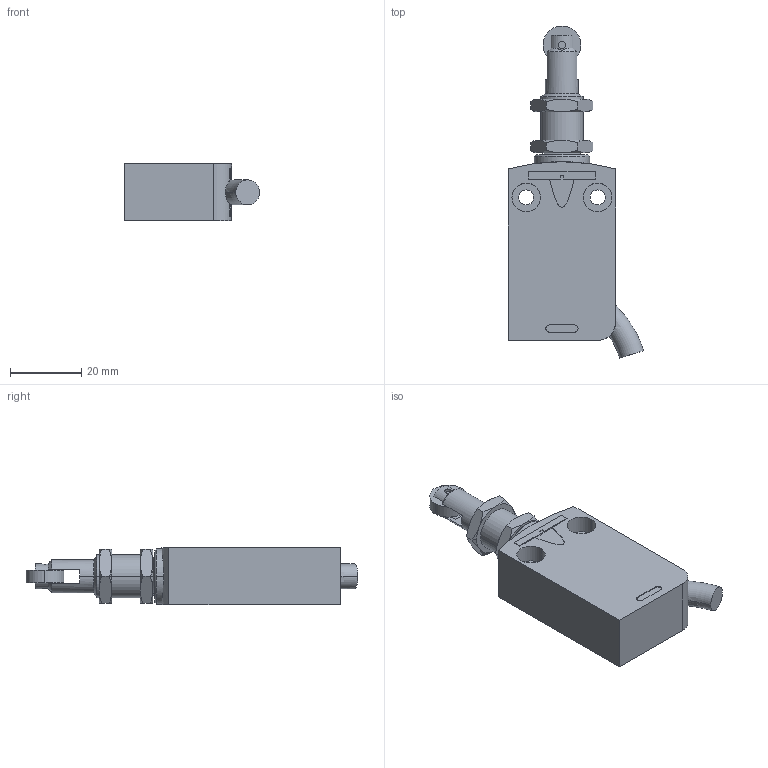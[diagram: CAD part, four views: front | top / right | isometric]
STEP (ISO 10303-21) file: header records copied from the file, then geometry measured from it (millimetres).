
FILE_DESCRIPTION(('STEP AP242'),'1');
FILE_NAME('switch_xcmd21f2l1.stp','2019-11-22T08:14:31',('TraceParts'),('TraceParts S.A.'),'Spatial InterOp 3D',' ',' ');
FILE_SCHEMA(('AP242_MANAGED_MODEL_BASED_3D_ENGINEERING_MIM_LF {1 0 10303 442 1 1 4}'));
Length unit declared in the file: millimetre
Products named in the file (1): switch_xcmd21f2l1_1
Bounding box: 37.88 x 92.94 x 16.2 mm (x, y, z)
Volume: 26664.4 mm3; surface area: 8773.6 mm2
Topology: 4 solids, 4 shells, 173 faces, 409 edges, 256 vertices
Faces by surface type: plane 79, cone 50, cylinder 42, torus 2
Entity records: 5412 total; most frequent: CARTESIAN_POINT 1418, DIRECTION 825, ORIENTED_EDGE 818, EDGE_CURVE 409, AXIS2_PLACEMENT_3D 311, VERTEX_POINT 256, LINE 203, VECTOR 203
